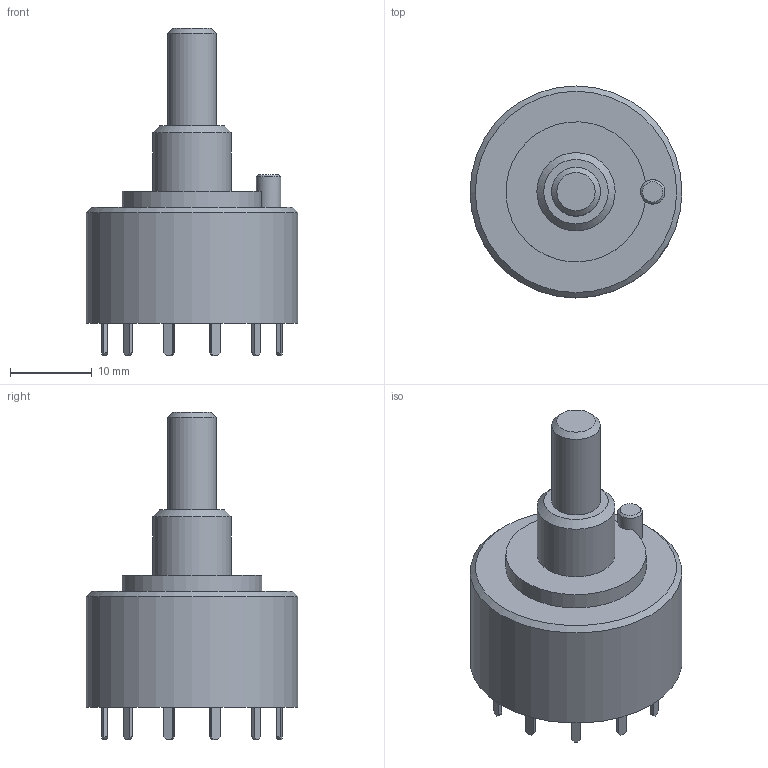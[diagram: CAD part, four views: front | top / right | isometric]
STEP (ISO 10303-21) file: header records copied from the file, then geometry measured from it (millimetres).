
FILE_DESCRIPTION(/* description */ ('Alibre Inc.'),/* implementation_level */ '2;1');
FILE_NAME(/* name */ 'export0',/* time_stamp */ '2013-09-05T20:08:35+03:00',/* author */ (''),/* organization */ (''),/* preprocessor_version */ 'ST-DEVELOPER v14',/* originating_system */ 'Alibre',/* authorisation */ '');
FILE_SCHEMA (('AUTOMOTIVE_DESIGN'));
Length unit declared in the file: centimetre
Bounding box: 26 x 26 x 40.2 mm (x, y, z)
Volume: 8946.9 mm3; surface area: 2940.6 mm2
Topology: 1 solids, 1 shells, 113 faces, 278 edges, 184 vertices
Faces by surface type: plane 104, cylinder 5, cone 4
Full cylindrical faces by diameter (mm): 3 x1, 6 x1, 9.6 x1, 26 x1
Entity records: 3278 total; most frequent: CARTESIAN_POINT 565, ORIENTED_EDGE 538, DIRECTION 406, EDGE_CURVE 269, VECTOR 254, LINE 254, VERTEX_POINT 183, EDGE_LOOP 138
